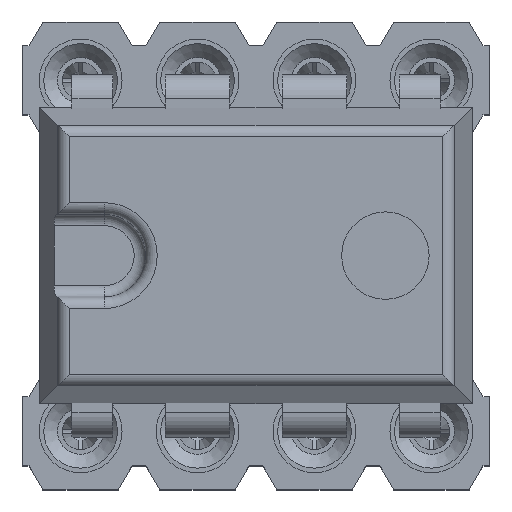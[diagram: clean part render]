
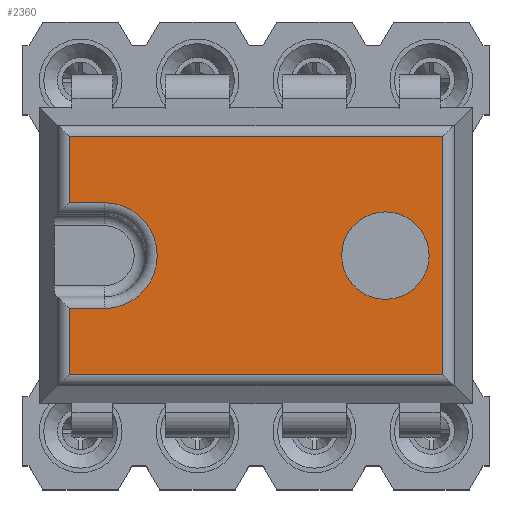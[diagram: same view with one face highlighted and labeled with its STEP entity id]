
A CAD part, top view. The second image highlights one B-rep face of the part: STEP entity #2360.
In plain terms, the highlighted planar face has unit normal (0, 0, 1).
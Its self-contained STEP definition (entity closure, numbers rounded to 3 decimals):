
#2360=ADVANCED_FACE('',(#5178,#5180),#5182,.T.);
#5178=FACE_BOUND('',#5179,.T.);
#5179=EDGE_LOOP('',(#6961,#6962,#6963,#6964,#6965,#6966,#6967,#6968));
#5180=FACE_BOUND('',#5181,.T.);
#5181=EDGE_LOOP('',(#6969));
#5182=PLANE('',#5183);
#5183=AXIS2_PLACEMENT_3D('',#5184,#5185,#5186);
#5184=CARTESIAN_POINT('',(0.,0.,3.9));
#5185=DIRECTION('',(0.,0.,1.));
#5186=DIRECTION('',(1.,0.,0.));
#6961=ORIENTED_EDGE('',*,*,#8055,.T.);
#6962=ORIENTED_EDGE('',*,*,#8063,.T.);
#6963=ORIENTED_EDGE('',*,*,#8061,.T.);
#6964=ORIENTED_EDGE('',*,*,#8060,.T.);
#6965=ORIENTED_EDGE('',*,*,#8046,.T.);
#6966=ORIENTED_EDGE('',*,*,#8044,.T.);
#6967=ORIENTED_EDGE('',*,*,#8042,.T.);
#6968=ORIENTED_EDGE('',*,*,#8058,.T.);
#6969=ORIENTED_EDGE('',*,*,#8064,.T.);
#8042=EDGE_CURVE('',#9109,#9107,#9110,.T.);
#8044=EDGE_CURVE('',#9112,#9109,#9113,.T.);
#8046=EDGE_CURVE('',#9115,#9112,#9116,.T.);
#8055=EDGE_CURVE('',#9129,#9130,#9131,.F.);
#8058=EDGE_CURVE('',#9107,#9129,#9134,.T.);
#8060=EDGE_CURVE('',#9135,#9115,#9137,.T.);
#8061=EDGE_CURVE('',#9138,#9135,#9139,.F.);
#8063=EDGE_CURVE('',#9130,#9138,#9141,.F.);
#8064=EDGE_CURVE('',#9142,#9142,#9143,.F.);
#9107=VERTEX_POINT('',#12017);
#9109=VERTEX_POINT('',#12022);
#9110=LINE('',#12023,#12024);
#9112=VERTEX_POINT('',#12030);
#9113=LINE('',#12031,#12032);
#9115=VERTEX_POINT('',#12038);
#9116=LINE('',#12039,#12040);
#9129=VERTEX_POINT('',#12074);
#9130=VERTEX_POINT('',#12075);
#9131=LINE('',#12076,#12077);
#9134=LINE('',#12087,#12088);
#9135=VERTEX_POINT('',#12090);
#9137=LINE('',#12095,#12096);
#9138=VERTEX_POINT('',#12098);
#9139=LINE('',#12099,#12100);
#9141=CIRCLE('',#12106,1.15);
#9142=VERTEX_POINT('',#12110);
#9143=CIRCLE('',#12111,0.95);
#12017=CARTESIAN_POINT('',(-0.251,6.396,3.9));
#12022=CARTESIAN_POINT('',(7.871,6.396,3.9));
#12023=CARTESIAN_POINT('',(7.871,6.396,3.9));
#12024=VECTOR('',#12025,1.);
#12025=DIRECTION('',(-1.,0.,0.));
#12030=CARTESIAN_POINT('',(7.871,1.224,3.9));
#12031=CARTESIAN_POINT('',(7.871,1.224,3.9));
#12032=VECTOR('',#12033,1.);
#12033=DIRECTION('',(0.,1.,0.));
#12038=CARTESIAN_POINT('',(-0.251,1.224,3.9));
#12039=CARTESIAN_POINT('',(-0.251,1.224,3.9));
#12040=VECTOR('',#12041,1.);
#12041=DIRECTION('',(1.,0.,0.));
#12074=CARTESIAN_POINT('',(-0.251,4.96,3.9));
#12075=CARTESIAN_POINT('',(0.515,4.96,3.9));
#12076=CARTESIAN_POINT('',(0.515,4.96,3.9));
#12077=VECTOR('',#12078,1.);
#12078=DIRECTION('',(-1.,0.,0.));
#12087=CARTESIAN_POINT('',(-0.251,6.396,3.9));
#12088=VECTOR('',#12089,1.);
#12089=DIRECTION('',(0.,-1.,0.));
#12090=CARTESIAN_POINT('',(-0.251,2.66,3.9));
#12095=CARTESIAN_POINT('',(-0.251,2.66,3.9));
#12096=VECTOR('',#12097,1.);
#12097=DIRECTION('',(0.,-1.,0.));
#12098=CARTESIAN_POINT('',(0.515,2.66,3.9));
#12099=CARTESIAN_POINT('',(-0.251,2.66,3.9));
#12100=VECTOR('',#12101,1.);
#12101=DIRECTION('',(1.,0.,0.));
#12106=AXIS2_PLACEMENT_3D('',#12107,#12108,#12109);
#12107=CARTESIAN_POINT('',(0.515,3.81,3.9));
#12108=DIRECTION('',(-0.,0.,1.));
#12109=DIRECTION('',(0.,-1.,0.));
#12110=CARTESIAN_POINT('',(7.57,3.81,3.9));
#12111=AXIS2_PLACEMENT_3D('',#12112,#12113,#12114);
#12112=CARTESIAN_POINT('',(6.62,3.81,3.9));
#12113=DIRECTION('',(0.,0.,1.));
#12114=DIRECTION('',(1.,0.,0.));
